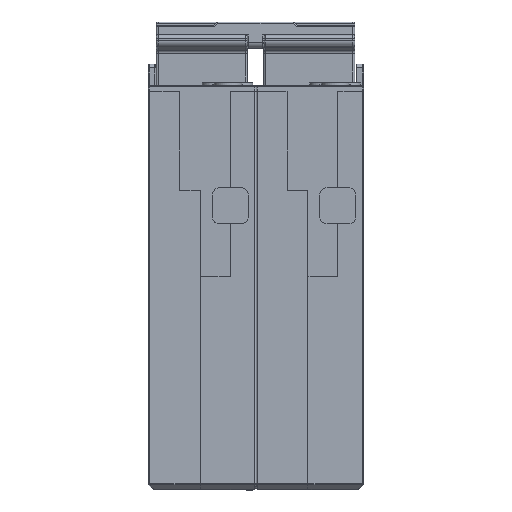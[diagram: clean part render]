
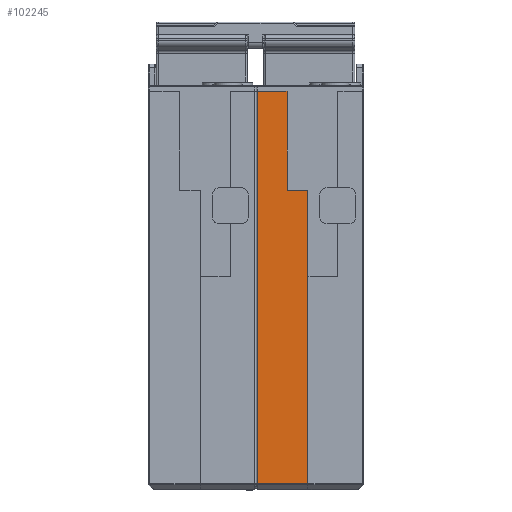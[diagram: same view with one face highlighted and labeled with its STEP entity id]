
A CAD part, top view. The second image highlights one B-rep face of the part: STEP entity #102245.
In plain terms, the highlighted planar face has unit normal (0, 0, 1).
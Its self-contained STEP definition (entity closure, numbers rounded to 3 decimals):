
#88313=DIRECTION('',(1.,0.,0.));
#88314=VECTOR('',#88313,14.1);
#88315=CARTESIAN_POINT('',(0.3,-110.376,20.));
#88316=LINE('',#88315,#88314);
#90502=DIRECTION('',(-1.,0.,0.));
#90503=VECTOR('',#90502,8.3);
#90504=CARTESIAN_POINT('',(8.6,-1.6,20.));
#90505=LINE('',#90504,#90503);
#90743=DIRECTION('',(0.,-1.,0.));
#90744=VECTOR('',#90743,27.4);
#90745=CARTESIAN_POINT('',(8.6,-1.6,20.));
#90746=LINE('',#90745,#90744);
#90747=DIRECTION('',(1.,0.,0.));
#90748=VECTOR('',#90747,5.8);
#90749=CARTESIAN_POINT('',(8.6,-29.,20.));
#90750=LINE('',#90749,#90748);
#90751=DIRECTION('',(0.,-1.,0.));
#90752=VECTOR('',#90751,81.376);
#90753=CARTESIAN_POINT('',(14.4,-29.,20.));
#90754=LINE('',#90753,#90752);
#90755=DIRECTION('',(0.,-1.,0.));
#90756=VECTOR('',#90755,108.776);
#90757=CARTESIAN_POINT('',(0.3,-1.6,20.));
#90758=LINE('',#90757,#90756);
#93529=CARTESIAN_POINT('',(8.6,-1.6,20.));
#93530=VERTEX_POINT('',#93529);
#93531=CARTESIAN_POINT('',(0.3,-1.6,20.));
#93532=VERTEX_POINT('',#93531);
#93683=CARTESIAN_POINT('',(8.6,-29.,20.));
#93684=VERTEX_POINT('',#93683);
#93755=CARTESIAN_POINT('',(14.4,-110.376,20.));
#93756=VERTEX_POINT('',#93755);
#93757=CARTESIAN_POINT('',(14.4,-29.,20.));
#93758=VERTEX_POINT('',#93757);
#94261=CARTESIAN_POINT('',(0.3,-110.376,20.));
#94262=VERTEX_POINT('',#94261);
#102230=CARTESIAN_POINT('',(0.,0.,20.));
#102231=DIRECTION('',(0.,0.,1.));
#102232=DIRECTION('',(0.,-1.,0.));
#102233=AXIS2_PLACEMENT_3D('',#102230,#102231,#102232);
#102234=PLANE('',#102233);
#102235=ORIENTED_EDGE('',*,*,#97691,.F.);
#102237=ORIENTED_EDGE('',*,*,#102236,.F.);
#102238=ORIENTED_EDGE('',*,*,#101720,.F.);
#102240=ORIENTED_EDGE('',*,*,#102239,.T.);
#102241=ORIENTED_EDGE('',*,*,#102214,.T.);
#102242=ORIENTED_EDGE('',*,*,#97734,.T.);
#102243=EDGE_LOOP('',(#102235,#102237,#102238,#102240,#102241,#102242));
#102244=FACE_OUTER_BOUND('',#102243,.F.);
#102245=ADVANCED_FACE('',(#102244),#102234,.T.);
#97691=EDGE_CURVE('',#94262,#93756,#88316,.T.);
#97734=EDGE_CURVE('',#93758,#93756,#90754,.T.);
#101720=EDGE_CURVE('',#93530,#93532,#90505,.T.);
#102214=EDGE_CURVE('',#93684,#93758,#90750,.T.);
#102236=EDGE_CURVE('',#93532,#94262,#90758,.T.);
#102239=EDGE_CURVE('',#93530,#93684,#90746,.T.);
